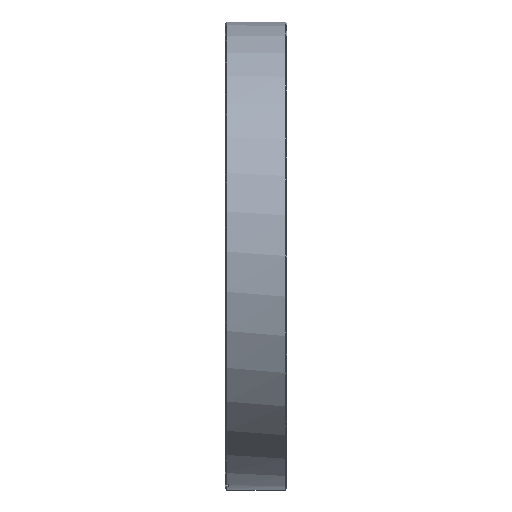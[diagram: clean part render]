
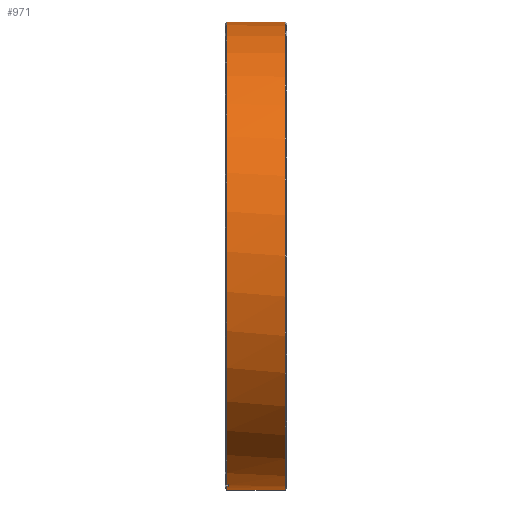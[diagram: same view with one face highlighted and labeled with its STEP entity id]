
A CAD part, left-side view. The second image highlights one B-rep face of the part: STEP entity #971.
In plain terms, the highlighted cylindrical face has radius 75.8 mm (diameter 151.6 mm), a partial arc.
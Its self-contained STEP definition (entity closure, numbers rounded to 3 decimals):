
#680 = VERTEX_POINT ( 'NONE', #2966 ) ;
#696 = EDGE_CURVE ( 'NONE', #827, #680, #2938, .T. ) ;
#750 = VERTEX_POINT ( 'NONE', #3305 ) ;
#810 = EDGE_CURVE ( 'NONE', #750, #872, #2835, .T. ) ;
#827 = VERTEX_POINT ( 'NONE', #3395 ) ;
#872 = VERTEX_POINT ( 'NONE', #3368 ) ;
#895 = EDGE_CURVE ( 'NONE', #912, #872, #3635, .T. ) ;
#912 = VERTEX_POINT ( 'NONE', #3575 ) ;
#925 = VERTEX_POINT ( 'NONE', #3610 ) ;
#966 = EDGE_LOOP ( 'NONE', ( #1172, #970, #974, #1067, #1171, #973, #1068, #996 ) ) ;
#969 = VERTEX_POINT ( 'NONE', #3868 ) ;
#970 = ORIENTED_EDGE ( 'NONE', *, *, #972, .T. ) ;
#971 = ADVANCED_FACE ( 'NONE', ( #3781 ), #3869, .T. ) ;
#972 = EDGE_CURVE ( 'NONE', #750, #827, #3862, .T. ) ;
#973 = ORIENTED_EDGE ( 'NONE', *, *, #992, .T. ) ;
#974 = ORIENTED_EDGE ( 'NONE', *, *, #696, .T. ) ;
#975 = VERTEX_POINT ( 'NONE', #3848 ) ;
#992 = EDGE_CURVE ( 'NONE', #969, #975, #3809, .T. ) ;
#993 = EDGE_CURVE ( 'NONE', #975, #912, #3689, .T. ) ;
#996 = ORIENTED_EDGE ( 'NONE', *, *, #895, .T. ) ;
#1066 = EDGE_CURVE ( 'NONE', #969, #925, #3765, .T. ) ;
#1067 = ORIENTED_EDGE ( 'NONE', *, *, #1069, .T. ) ;
#1068 = ORIENTED_EDGE ( 'NONE', *, *, #993, .T. ) ;
#1069 = EDGE_CURVE ( 'NONE', #680, #925, #3795, .T. ) ;
#1171 = ORIENTED_EDGE ( 'NONE', *, *, #1066, .F. ) ;
#1172 = ORIENTED_EDGE ( 'NONE', *, *, #810, .F. ) ;
#2834 = CARTESIAN_POINT ( 'NONE',  ( 0., 19.776, -75.8 ) ) ;
#2835 = LINE ( 'NONE', #2834, #3037 ) ;
#2935 = DIRECTION ( 'NONE',  ( 0., 1., 0. ) ) ;
#2936 = VECTOR ( 'NONE', #2935, 1000. ) ;
#2937 = CARTESIAN_POINT ( 'NONE',  ( 0., 19.776, 75.8 ) ) ;
#2938 = LINE ( 'NONE', #2937, #2936 ) ;
#2966 = CARTESIAN_POINT ( 'NONE',  ( 0., -0.4, 75.8 ) ) ;
#3037 = VECTOR ( 'NONE', #3056, 1000. ) ;
#3056 = DIRECTION ( 'NONE',  ( 0., 1., 0. ) ) ;
#3305 = CARTESIAN_POINT ( 'NONE',  ( 0., -19.5, -75.8 ) ) ;
#3368 = CARTESIAN_POINT ( 'NONE',  ( 0., -0.4, -75.8 ) ) ;
#3395 = CARTESIAN_POINT ( 'NONE',  ( 0., -19.5, 75.8 ) ) ;
#3575 = CARTESIAN_POINT ( 'NONE',  ( -13.806, -0.4, -74.532 ) ) ;
#3610 = CARTESIAN_POINT ( 'NONE',  ( -15.767, -0.4, -74.142 ) ) ;
#3621 = DIRECTION ( 'NONE',  ( 0., 0., 1. ) ) ;
#3622 = DIRECTION ( 'NONE',  ( 0., -1., 0. ) ) ;
#3635 = CIRCLE ( 'NONE', #3655, 75.8 ) ;
#3637 = CARTESIAN_POINT ( 'NONE',  ( 0., -0.4, 0. ) ) ;
#3655 = AXIS2_PLACEMENT_3D ( 'NONE', #3637, #3622, #3621 ) ;
#3682 = DIRECTION ( 'NONE',  ( 0., 1., 0. ) ) ;
#3687 = DIRECTION ( 'NONE',  ( 0., 0., 1. ) ) ;
#3688 = DIRECTION ( 'NONE',  ( 0., -1., 0. ) ) ;
#3689 = LINE ( 'NONE', #3696, #3695 ) ;
#3695 = VECTOR ( 'NONE', #3682, 1000. ) ;
#3696 = CARTESIAN_POINT ( 'NONE',  ( -13.806, 19.776, -74.532 ) ) ;
#3697 = AXIS2_PLACEMENT_3D ( 'NONE', #3814, #3688, #3687 ) ;
#3764 = CARTESIAN_POINT ( 'NONE',  ( -15.767, 19.776, -74.142 ) ) ;
#3765 = LINE ( 'NONE', #3764, #3794 ) ;
#3781 = FACE_OUTER_BOUND ( 'NONE', #966, .T. ) ;
#3782 = DIRECTION ( 'NONE',  ( 0., 0., 1. ) ) ;
#3783 = DIRECTION ( 'NONE',  ( 0., 1., 0. ) ) ;
#3792 = AXIS2_PLACEMENT_3D ( 'NONE', #3830, #3829, #3828 ) ;
#3793 = DIRECTION ( 'NONE',  ( 0., 1., 0. ) ) ;
#3794 = VECTOR ( 'NONE', #3793, 1000. ) ;
#3795 = CIRCLE ( 'NONE', #3792, 75.8 ) ;
#3809 = CIRCLE ( 'NONE', #3697, 75.8 ) ;
#3814 = CARTESIAN_POINT ( 'NONE',  ( 0., -1., 0. ) ) ;
#3828 = DIRECTION ( 'NONE',  ( 0., 0., 1. ) ) ;
#3829 = DIRECTION ( 'NONE',  ( 0., -1., 0. ) ) ;
#3830 = CARTESIAN_POINT ( 'NONE',  ( 0., -0.4, 0. ) ) ;
#3838 = DIRECTION ( 'NONE',  ( 0., 0., -1. ) ) ;
#3839 = DIRECTION ( 'NONE',  ( 0., 1., 0. ) ) ;
#3840 = AXIS2_PLACEMENT_3D ( 'NONE', #3844, #3839, #3838 ) ;
#3844 = CARTESIAN_POINT ( 'NONE',  ( 0., -19.5, 0. ) ) ;
#3848 = CARTESIAN_POINT ( 'NONE',  ( -13.806, -1., -74.532 ) ) ;
#3861 = AXIS2_PLACEMENT_3D ( 'NONE', #3867, #3783, #3782 ) ;
#3862 = CIRCLE ( 'NONE', #3840, 75.8 ) ;
#3867 = CARTESIAN_POINT ( 'NONE',  ( 0., 19.776, 0. ) ) ;
#3868 = CARTESIAN_POINT ( 'NONE',  ( -15.767, -1., -74.142 ) ) ;
#3869 = CYLINDRICAL_SURFACE ( 'NONE', #3861, 75.8 ) ;
